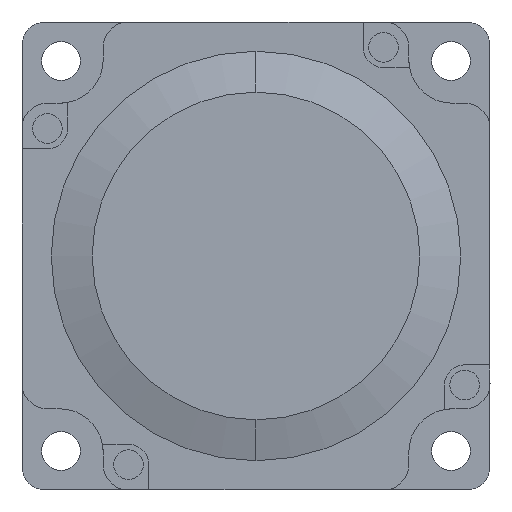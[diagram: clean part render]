
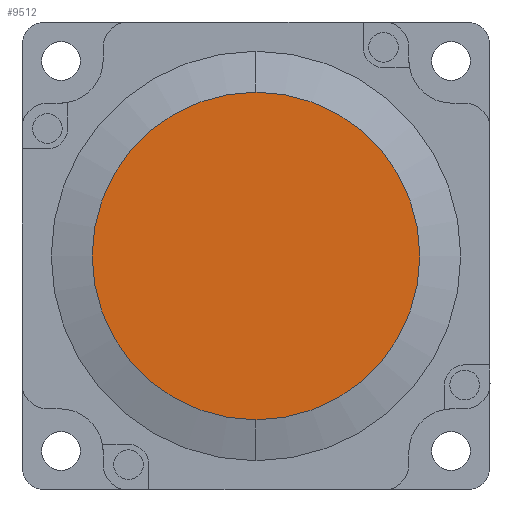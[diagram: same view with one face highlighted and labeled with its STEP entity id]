
A CAD part, front view. The second image highlights one B-rep face of the part: STEP entity #9512.
In plain terms, the highlighted planar face has unit normal (0, -1, 0).
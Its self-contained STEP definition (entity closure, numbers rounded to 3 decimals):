
#18 = CARTESIAN_POINT ( 'NONE',  ( 30., -1.5, -30. ) ) ;
#60 = CARTESIAN_POINT ( 'NONE',  ( 30., -1.5, -30. ) ) ;
#374 = ORIENTED_EDGE ( 'NONE', *, *, #1246, .F. ) ;
#796 = VERTEX_POINT ( 'NONE', #3009 ) ;
#1144 = DIRECTION ( 'NONE',  ( 0., 1., 0. ) ) ;
#1246 = EDGE_CURVE ( 'NONE', #9579, #796, #6282, .T. ) ;
#1469 = AXIS2_PLACEMENT_3D ( 'NONE', #18, #4954, #9836 ) ;
#2258 = ORIENTED_EDGE ( 'NONE', *, *, #7103, .F. ) ;
#2501 = CARTESIAN_POINT ( 'NONE',  ( 30., -1.5, -51. ) ) ;
#3009 = CARTESIAN_POINT ( 'NONE',  ( 30., -1.5, -9. ) ) ;
#3226 = CARTESIAN_POINT ( 'NONE',  ( 30., -1.5, -30. ) ) ;
#4083 = DIRECTION ( 'NONE',  ( 0., 0., 1. ) ) ;
#4167 = DIRECTION ( 'NONE',  ( 0., 0., 1. ) ) ;
#4954 = DIRECTION ( 'NONE',  ( 0., 1., 0. ) ) ;
#5915 = CIRCLE ( 'NONE', #1469, 21. ) ;
#6282 = CIRCLE ( 'NONE', #7501, 21. ) ;
#6863 = FACE_OUTER_BOUND ( 'NONE', #9725, .T. ) ;
#7103 = EDGE_CURVE ( 'NONE', #796, #9579, #5915, .T. ) ;
#7304 = PLANE ( 'NONE',  #10073 ) ;
#7501 = AXIS2_PLACEMENT_3D ( 'NONE', #60, #1144, #4167 ) ;
#8936 = DIRECTION ( 'NONE',  ( 0., 1., 0. ) ) ;
#9512 = ADVANCED_FACE ( 'NONE', ( #6863 ), #7304, .F. ) ;
#9579 = VERTEX_POINT ( 'NONE', #2501 ) ;
#9725 = EDGE_LOOP ( 'NONE', ( #2258, #374 ) ) ;
#9836 = DIRECTION ( 'NONE',  ( 0., 0., 1. ) ) ;
#10073 = AXIS2_PLACEMENT_3D ( 'NONE', #3226, #8936, #4083 ) ;
